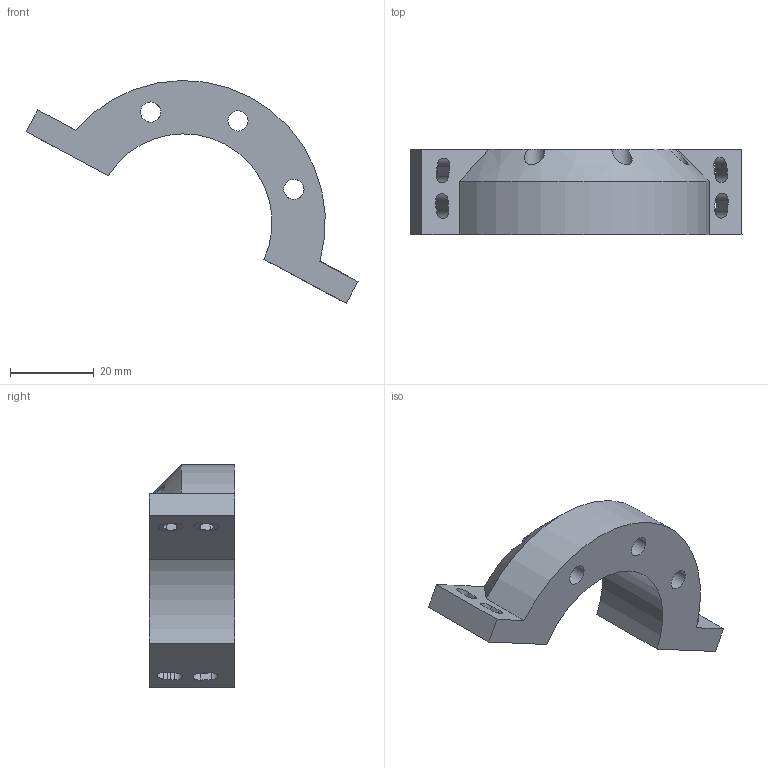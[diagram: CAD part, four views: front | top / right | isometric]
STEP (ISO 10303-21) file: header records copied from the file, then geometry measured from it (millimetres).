
FILE_DESCRIPTION(/* description */ (''),/* implementation_level */ '2;1');
FILE_NAME(/* name */ 'Front Bracket - Pipe Holder v1.step',/* time_stamp */ '2022-04-06T19:44:05-04:00',/* author */ (''),/* organization */ (''),/* preprocessor_version */ 'ST-DEVELOPER v18.1',/* originating_system */ 'Autodesk Translation Framework v10.14.0.1471',/* authorisation */ '');
FILE_SCHEMA (('AUTOMOTIVE_DESIGN { 1 0 10303 214 3 1 1 }'));
Length unit declared in the file: inch
Products named in the file (1): Front Bracket - Pipe Holder
Bounding box: 79.08 x 20.32 x 53.09 mm (x, y, z)
Volume: 20042 mm3; surface area: 7675.8 mm2
Topology: 1 solids, 1 shells, 42 faces, 127 edges, 84 vertices
Faces by surface type: cylinder 27, plane 14, cone 1
Full cylindrical faces by diameter (mm): 3.4 x1, 3.404 x1, 4.826 x3
Entity records: 1620 total; most frequent: CARTESIAN_POINT 354, DIRECTION 277, ORIENTED_EDGE 254, EDGE_CURVE 127, AXIS2_PLACEMENT_3D 114, VERTEX_POINT 84, CIRCLE 71, EDGE_LOOP 53
